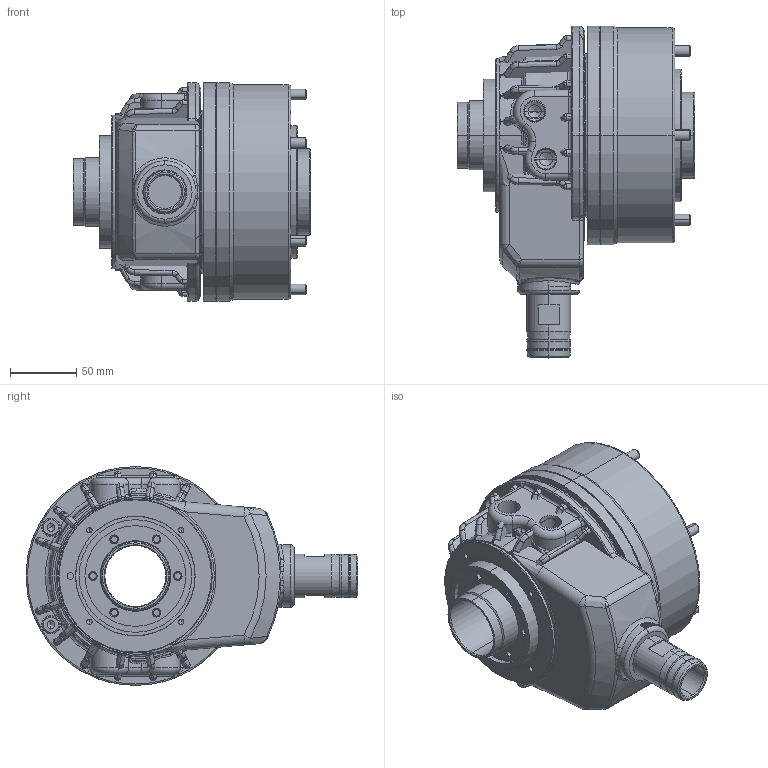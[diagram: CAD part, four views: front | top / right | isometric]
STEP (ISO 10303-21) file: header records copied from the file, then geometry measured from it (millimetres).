
FILE_DESCRIPTION (( 'STEP AP203' ), '1' );
FILE_NAME ('CF-TK-B646.STEP', '2022-01-19T09:17:44', ( '' ), ( '' ), 'SwSTEP 2.0', 'SolidWorks 2016', '' );
FILE_SCHEMA (( 'CONFIG_CONTROL_DESIGN' ));
Length unit declared in the file: millimetre
Products named in the file (9): CF-TK-646-08010; CF-TK-B646; CF-TK-646罩殼; CF-TK-A646-閥軸; CF-TK-B646活塞; CF-TK-B646缸體; 圓頭內六角螺栓_M8x70; O-RING_S50; CT-S08-08000
Assembly tree (13 placements, depth 2):
  CF-TK-B646
    CF-TK-646罩殼
    CF-TK-A646-閥軸
    CF-TK-B646活塞
    CF-TK-B646缸體
    圓頭內六角螺栓_M8x70  x6
    O-RING_S50
    CT-S08-08000
    CF-TK-646-08010
Bounding box: 179 x 250.5 x 165 mm (x, y, z)
Volume: 1495500 mm3; surface area: 420404.5 mm2
Topology: 24 solids, 25 shells, 1284 faces, 2914 edges, 1703 vertices
Faces by surface type: cylinder 372, bspline 275, cone 270, plane 257, torus 108, sphere 2
Entity records: 43052 total; most frequent: CARTESIAN_POINT 18467, ORIENTED_EDGE 5124, DIRECTION 4496, EDGE_CURVE 2562, AXIS2_PLACEMENT_3D 1921, VERTEX_POINT 1538, EDGE_LOOP 1342, FACE_OUTER_BOUND 1162
